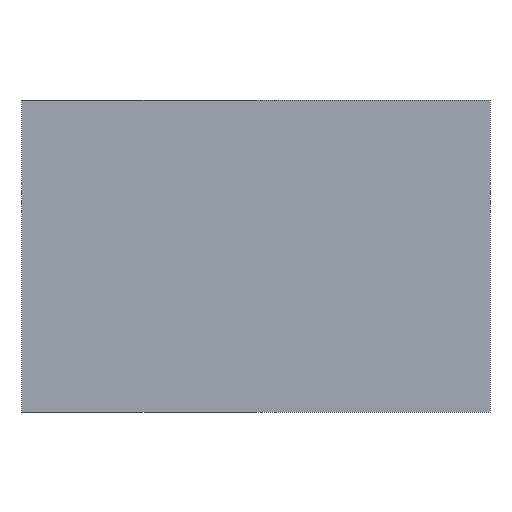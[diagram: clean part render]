
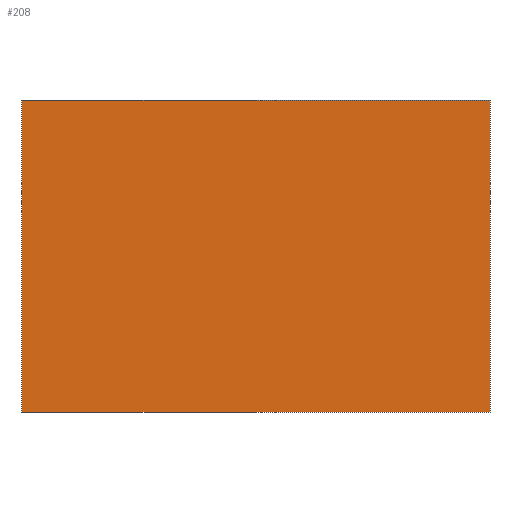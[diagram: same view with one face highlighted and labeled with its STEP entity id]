
A CAD part, front view. The second image highlights one B-rep face of the part: STEP entity #208.
In plain terms, the highlighted planar face has unit normal (0, -1, 0).
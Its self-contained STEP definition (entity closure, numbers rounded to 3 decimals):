
#66=CARTESIAN_POINT('Line Origine',(100.,-455.,0.)) ;
#70=CARTESIAN_POINT('Vertex',(100.,-455.,200.)) ;
#72=CARTESIAN_POINT('Vertex',(100.,-455.,-200.)) ;
#106=CARTESIAN_POINT('Line Origine',(-200.,-455.,-200.)) ;
#110=CARTESIAN_POINT('Vertex',(-500.,-455.,-200.)) ;
#137=CARTESIAN_POINT('Line Origine',(-500.,-455.,0.)) ;
#141=CARTESIAN_POINT('Vertex',(-500.,-455.,200.)) ;
#168=CARTESIAN_POINT('Line Origine',(-200.,-455.,200.)) ;
#197=CARTESIAN_POINT('Axis2P3D Location',(0.,-455.,0.)) ;
#67=DIRECTION('Vector Direction',(0.,0.,-1.)) ;
#107=DIRECTION('Vector Direction',(1.,0.,0.)) ;
#138=DIRECTION('Vector Direction',(0.,0.,1.)) ;
#169=DIRECTION('Vector Direction',(-1.,0.,0.)) ;
#198=DIRECTION('Axis2P3D Direction',(0.,1.,-0.)) ;
#199=DIRECTION('Axis2P3D XDirection',(-1.,0.,0.)) ;
#200=AXIS2_PLACEMENT_3D('Plane Axis2P3D',#197,#198,#199) ;
#203=ORIENTED_EDGE('',*,*,#172,.F.) ;
#204=ORIENTED_EDGE('',*,*,#143,.F.) ;
#205=ORIENTED_EDGE('',*,*,#112,.F.) ;
#206=ORIENTED_EDGE('',*,*,#74,.F.) ;
#68=VECTOR('Line Direction',#67,1.) ;
#108=VECTOR('Line Direction',#107,1.) ;
#139=VECTOR('Line Direction',#138,1.) ;
#170=VECTOR('Line Direction',#169,1.) ;
#208=ADVANCED_FACE('',(#207),#201,.F.) ;
#74=EDGE_CURVE('',#71,#73,#69,.T.) ;
#112=EDGE_CURVE('',#73,#111,#109,.F.) ;
#143=EDGE_CURVE('',#111,#142,#140,.T.) ;
#172=EDGE_CURVE('',#142,#71,#171,.F.) ;
#202=EDGE_LOOP('',(#203,#204,#205,#206)) ;
#207=FACE_OUTER_BOUND('',#202,.T.) ;
#69=LINE('Line',#66,#68) ;
#109=LINE('Line',#106,#108) ;
#140=LINE('Line',#137,#139) ;
#171=LINE('Line',#168,#170) ;
#201=PLANE('Plane',#200) ;
#71=VERTEX_POINT('',#70) ;
#73=VERTEX_POINT('',#72) ;
#111=VERTEX_POINT('',#110) ;
#142=VERTEX_POINT('',#141) ;
